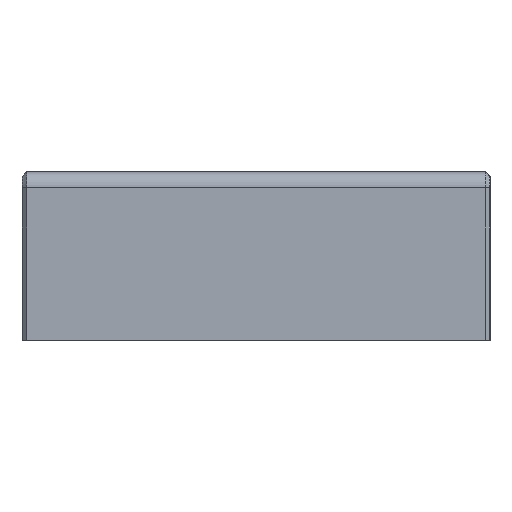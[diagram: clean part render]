
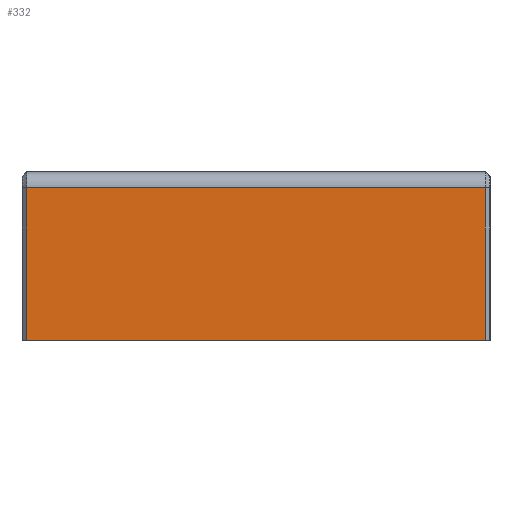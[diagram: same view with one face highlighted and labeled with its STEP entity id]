
A CAD part, left-side view. The second image highlights one B-rep face of the part: STEP entity #332.
In plain terms, the highlighted planar face has unit normal (-1, 0, 0).
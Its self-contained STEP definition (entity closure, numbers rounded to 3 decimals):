
#293=CARTESIAN_POINT('',(-158.815,183.905,13.085));
#294=DIRECTION('',(-1.,0.,0.));
#295=DIRECTION('',(0.,0.,1.));
#296=AXIS2_PLACEMENT_3D('',#293,#294,#295);
#297=PLANE('',#296);
#298=CARTESIAN_POINT('',(-158.815,84.905,26.085));
#299=VERTEX_POINT('',#298);
#300=CARTESIAN_POINT('',(-158.815,183.905,26.085));
#301=VERTEX_POINT('',#300);
#302=CARTESIAN_POINT('',(-158.815,84.905,26.085));
#303=DIRECTION('',(0.,1.,0.));
#304=VECTOR('',#303,99.);
#305=LINE('',#302,#304);
#306=EDGE_CURVE('',#299,#301,#305,.T.);
#307=ORIENTED_EDGE('',*,*,#306,.T.);
#308=CARTESIAN_POINT('',(-158.815,183.905,-6.815));
#309=VERTEX_POINT('',#308);
#310=CARTESIAN_POINT('',(-158.815,183.905,26.085));
#311=DIRECTION('',(0.,0.,-1.));
#312=VECTOR('',#311,32.9);
#313=LINE('',#310,#312);
#314=EDGE_CURVE('',#301,#309,#313,.T.);
#315=ORIENTED_EDGE('',*,*,#314,.T.);
#316=CARTESIAN_POINT('',(-158.815,84.905,-6.815));
#317=VERTEX_POINT('',#316);
#318=CARTESIAN_POINT('',(-158.815,183.905,-6.815));
#319=DIRECTION('',(0.,-1.,0.));
#320=VECTOR('',#319,99.);
#321=LINE('',#318,#320);
#322=EDGE_CURVE('',#309,#317,#321,.T.);
#323=ORIENTED_EDGE('',*,*,#322,.T.);
#324=CARTESIAN_POINT('',(-158.815,84.905,-6.815));
#325=DIRECTION('',(0.,0.,1.));
#326=VECTOR('',#325,32.9);
#327=LINE('',#324,#326);
#328=EDGE_CURVE('',#317,#299,#327,.T.);
#329=ORIENTED_EDGE('',*,*,#328,.T.);
#330=EDGE_LOOP('',(#307,#315,#323,#329));
#331=FACE_BOUND('',#330,.T.);
#332=ADVANCED_FACE('',(#331),#297,.T.);
